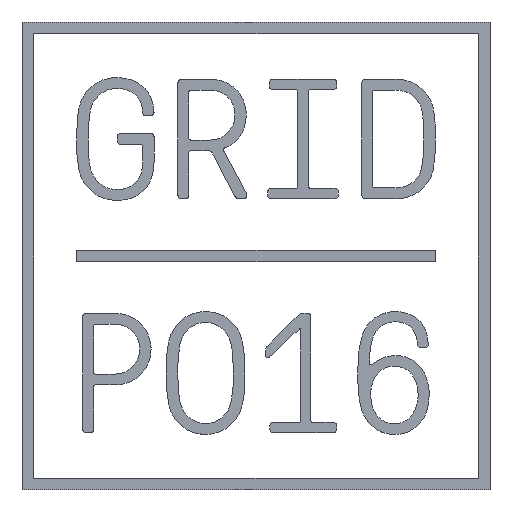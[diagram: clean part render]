
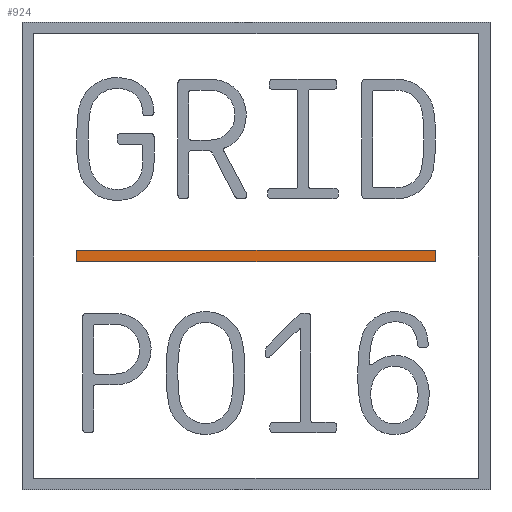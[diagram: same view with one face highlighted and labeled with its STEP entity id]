
A CAD part, top view. The second image highlights one B-rep face of the part: STEP entity #924.
In plain terms, the highlighted free-form (B-spline) face has degree [1, 1] with [2, 2] control points.
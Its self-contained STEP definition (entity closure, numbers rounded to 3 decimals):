
#630 = VERTEX_POINT('',#631);
#631 = CARTESIAN_POINT('',(1.178,4.927,0.02));
#637 = B_SPLINE_SURFACE_WITH_KNOTS('',1,1,(
    (#638,#639)
    ,(#640,#641
    )),.UNSPECIFIED.,.F.,.F.,.F.,(2,2),(2,2),(0.,77.475),(
    -1.,0.),.PIECEWISE_BEZIER_KNOTS.);
#638 = CARTESIAN_POINT('',(1.178,4.927,0.02));
#639 = CARTESIAN_POINT('',(1.178,4.927,0.));
#640 = CARTESIAN_POINT('',(8.926,4.927,0.02));
#641 = CARTESIAN_POINT('',(8.926,4.927,0.));
#649 = B_SPLINE_SURFACE_WITH_KNOTS('',1,1,(
    (#650,#651)
    ,(#652,#653
    )),.UNSPECIFIED.,.F.,.F.,.F.,(2,2),(2,2),(0.,2.5),(-1.,0.)
  ,.PIECEWISE_BEZIER_KNOTS.);
#650 = CARTESIAN_POINT('',(1.178,5.177,0.02));
#651 = CARTESIAN_POINT('',(1.178,5.177,0.));
#652 = CARTESIAN_POINT('',(1.178,4.927,0.02));
#653 = CARTESIAN_POINT('',(1.178,4.927,0.));
#661 = EDGE_CURVE('',#630,#662,#664,.T.);
#662 = VERTEX_POINT('',#663);
#663 = CARTESIAN_POINT('',(8.926,4.927,0.02));
#664 = SURFACE_CURVE('',#665,(#668,#675),.PCURVE_S1.);
#665 = B_SPLINE_CURVE_WITH_KNOTS('',1,(#666,#667),.UNSPECIFIED.,.F.,.F.,
  (2,2),(0.,77.475),.PIECEWISE_BEZIER_KNOTS.);
#666 = CARTESIAN_POINT('',(1.178,4.927,0.02));
#667 = CARTESIAN_POINT('',(8.926,4.927,0.02));
#668 = PCURVE('',#637,#669);
#669 = DEFINITIONAL_REPRESENTATION('',(#670),#674);
#670 = B_SPLINE_CURVE_WITH_KNOTS('',2,(#671,#672,#673),.UNSPECIFIED.,.F.
  ,.F.,(3,3),(0.,77.475),.PIECEWISE_BEZIER_KNOTS.);
#671 = CARTESIAN_POINT('',(0.,-1.));
#672 = CARTESIAN_POINT('',(38.737,-1.));
#673 = CARTESIAN_POINT('',(77.475,-1.));
#674 = ( GEOMETRIC_REPRESENTATION_CONTEXT(2) 
PARAMETRIC_REPRESENTATION_CONTEXT() REPRESENTATION_CONTEXT('2D SPACE',''
  ) );
#675 = PCURVE('',#676,#681);
#676 = B_SPLINE_SURFACE_WITH_KNOTS('',1,1,(
    (#677,#678)
    ,(#679,#680
    )),.UNSPECIFIED.,.F.,.F.,.F.,(2,2),(2,2),(-38.612,
    38.863),(-1.749,0.751),
  .PIECEWISE_BEZIER_KNOTS.);
#677 = CARTESIAN_POINT('',(1.178,4.927,0.02));
#678 = CARTESIAN_POINT('',(1.178,5.177,0.02));
#679 = CARTESIAN_POINT('',(8.926,4.927,0.02));
#680 = CARTESIAN_POINT('',(8.926,5.177,0.02));
#681 = DEFINITIONAL_REPRESENTATION('',(#682),#685);
#682 = B_SPLINE_CURVE_WITH_KNOTS('',1,(#683,#684),.UNSPECIFIED.,.F.,.F.,
  (2,2),(0.,77.475),.PIECEWISE_BEZIER_KNOTS.);
#683 = CARTESIAN_POINT('',(-38.612,-1.749));
#684 = CARTESIAN_POINT('',(38.863,-1.749));
#685 = ( GEOMETRIC_REPRESENTATION_CONTEXT(2) 
PARAMETRIC_REPRESENTATION_CONTEXT() REPRESENTATION_CONTEXT('2D SPACE',''
  ) );
#702 = B_SPLINE_SURFACE_WITH_KNOTS('',1,1,(
    (#703,#704)
    ,(#705,#706
    )),.UNSPECIFIED.,.F.,.F.,.F.,(2,2),(2,2),(0.,2.5),(-1.,0.)
  ,.PIECEWISE_BEZIER_KNOTS.);
#703 = CARTESIAN_POINT('',(8.926,4.927,0.02));
#704 = CARTESIAN_POINT('',(8.926,4.927,0.));
#705 = CARTESIAN_POINT('',(8.926,5.177,0.02));
#706 = CARTESIAN_POINT('',(8.926,5.177,0.));
#742 = EDGE_CURVE('',#662,#743,#745,.T.);
#743 = VERTEX_POINT('',#744);
#744 = CARTESIAN_POINT('',(8.926,5.177,0.02));
#745 = SURFACE_CURVE('',#746,(#749,#756),.PCURVE_S1.);
#746 = B_SPLINE_CURVE_WITH_KNOTS('',1,(#747,#748),.UNSPECIFIED.,.F.,.F.,
  (2,2),(0.,2.5),.PIECEWISE_BEZIER_KNOTS.);
#747 = CARTESIAN_POINT('',(8.926,4.927,0.02));
#748 = CARTESIAN_POINT('',(8.926,5.177,0.02));
#749 = PCURVE('',#702,#750);
#750 = DEFINITIONAL_REPRESENTATION('',(#751),#755);
#751 = B_SPLINE_CURVE_WITH_KNOTS('',2,(#752,#753,#754),.UNSPECIFIED.,.F.
  ,.F.,(3,3),(0.,2.5),.PIECEWISE_BEZIER_KNOTS.);
#752 = CARTESIAN_POINT('',(0.,-1.));
#753 = CARTESIAN_POINT('',(1.25,-1.));
#754 = CARTESIAN_POINT('',(2.5,-1.));
#755 = ( GEOMETRIC_REPRESENTATION_CONTEXT(2) 
PARAMETRIC_REPRESENTATION_CONTEXT() REPRESENTATION_CONTEXT('2D SPACE',''
  ) );
#756 = PCURVE('',#676,#757);
#757 = DEFINITIONAL_REPRESENTATION('',(#758),#761);
#758 = B_SPLINE_CURVE_WITH_KNOTS('',1,(#759,#760),.UNSPECIFIED.,.F.,.F.,
  (2,2),(0.,2.5),.PIECEWISE_BEZIER_KNOTS.);
#759 = CARTESIAN_POINT('',(38.863,-1.749));
#760 = CARTESIAN_POINT('',(38.863,0.751));
#761 = ( GEOMETRIC_REPRESENTATION_CONTEXT(2) 
PARAMETRIC_REPRESENTATION_CONTEXT() REPRESENTATION_CONTEXT('2D SPACE',''
  ) );
#778 = B_SPLINE_SURFACE_WITH_KNOTS('',1,1,(
    (#779,#780)
    ,(#781,#782
    )),.UNSPECIFIED.,.F.,.F.,.F.,(2,2),(2,2),(0.,77.475),(
    -1.,0.),.PIECEWISE_BEZIER_KNOTS.);
#779 = CARTESIAN_POINT('',(8.926,5.177,0.02));
#780 = CARTESIAN_POINT('',(8.926,5.177,0.));
#781 = CARTESIAN_POINT('',(1.178,5.177,0.02));
#782 = CARTESIAN_POINT('',(1.178,5.177,0.));
#813 = EDGE_CURVE('',#743,#814,#816,.T.);
#814 = VERTEX_POINT('',#815);
#815 = CARTESIAN_POINT('',(1.178,5.177,0.02));
#816 = SURFACE_CURVE('',#817,(#820,#827),.PCURVE_S1.);
#817 = B_SPLINE_CURVE_WITH_KNOTS('',1,(#818,#819),.UNSPECIFIED.,.F.,.F.,
  (2,2),(0.,77.475),.PIECEWISE_BEZIER_KNOTS.);
#818 = CARTESIAN_POINT('',(8.926,5.177,0.02));
#819 = CARTESIAN_POINT('',(1.178,5.177,0.02));
#820 = PCURVE('',#778,#821);
#821 = DEFINITIONAL_REPRESENTATION('',(#822),#826);
#822 = B_SPLINE_CURVE_WITH_KNOTS('',2,(#823,#824,#825),.UNSPECIFIED.,.F.
  ,.F.,(3,3),(0.,77.475),.PIECEWISE_BEZIER_KNOTS.);
#823 = CARTESIAN_POINT('',(0.,-1.));
#824 = CARTESIAN_POINT('',(38.737,-1.));
#825 = CARTESIAN_POINT('',(77.475,-1.));
#826 = ( GEOMETRIC_REPRESENTATION_CONTEXT(2) 
PARAMETRIC_REPRESENTATION_CONTEXT() REPRESENTATION_CONTEXT('2D SPACE',''
  ) );
#827 = PCURVE('',#676,#828);
#828 = DEFINITIONAL_REPRESENTATION('',(#829),#832);
#829 = B_SPLINE_CURVE_WITH_KNOTS('',1,(#830,#831),.UNSPECIFIED.,.F.,.F.,
  (2,2),(0.,77.475),.PIECEWISE_BEZIER_KNOTS.);
#830 = CARTESIAN_POINT('',(38.863,0.751));
#831 = CARTESIAN_POINT('',(-38.612,0.751));
#832 = ( GEOMETRIC_REPRESENTATION_CONTEXT(2) 
PARAMETRIC_REPRESENTATION_CONTEXT() REPRESENTATION_CONTEXT('2D SPACE',''
  ) );
#879 = EDGE_CURVE('',#814,#630,#880,.T.);
#880 = SURFACE_CURVE('',#881,(#884,#891),.PCURVE_S1.);
#881 = B_SPLINE_CURVE_WITH_KNOTS('',1,(#882,#883),.UNSPECIFIED.,.F.,.F.,
  (2,2),(0.,2.5),.PIECEWISE_BEZIER_KNOTS.);
#882 = CARTESIAN_POINT('',(1.178,5.177,0.02));
#883 = CARTESIAN_POINT('',(1.178,4.927,0.02));
#884 = PCURVE('',#649,#885);
#885 = DEFINITIONAL_REPRESENTATION('',(#886),#890);
#886 = B_SPLINE_CURVE_WITH_KNOTS('',2,(#887,#888,#889),.UNSPECIFIED.,.F.
  ,.F.,(3,3),(0.,2.5),.PIECEWISE_BEZIER_KNOTS.);
#887 = CARTESIAN_POINT('',(0.,-1.));
#888 = CARTESIAN_POINT('',(1.25,-1.));
#889 = CARTESIAN_POINT('',(2.5,-1.));
#890 = ( GEOMETRIC_REPRESENTATION_CONTEXT(2) 
PARAMETRIC_REPRESENTATION_CONTEXT() REPRESENTATION_CONTEXT('2D SPACE',''
  ) );
#891 = PCURVE('',#676,#892);
#892 = DEFINITIONAL_REPRESENTATION('',(#893),#896);
#893 = B_SPLINE_CURVE_WITH_KNOTS('',1,(#894,#895),.UNSPECIFIED.,.F.,.F.,
  (2,2),(0.,2.5),.PIECEWISE_BEZIER_KNOTS.);
#894 = CARTESIAN_POINT('',(-38.612,0.751));
#895 = CARTESIAN_POINT('',(-38.612,-1.749));
#896 = ( GEOMETRIC_REPRESENTATION_CONTEXT(2) 
PARAMETRIC_REPRESENTATION_CONTEXT() REPRESENTATION_CONTEXT('2D SPACE',''
  ) );
#924 = ADVANCED_FACE('',(#925),#676,.T.);
#925 = FACE_BOUND('',#926,.T.);
#926 = EDGE_LOOP('',(#927,#928,#929,#930));
#927 = ORIENTED_EDGE('',*,*,#661,.T.);
#928 = ORIENTED_EDGE('',*,*,#742,.T.);
#929 = ORIENTED_EDGE('',*,*,#813,.T.);
#930 = ORIENTED_EDGE('',*,*,#879,.T.);
